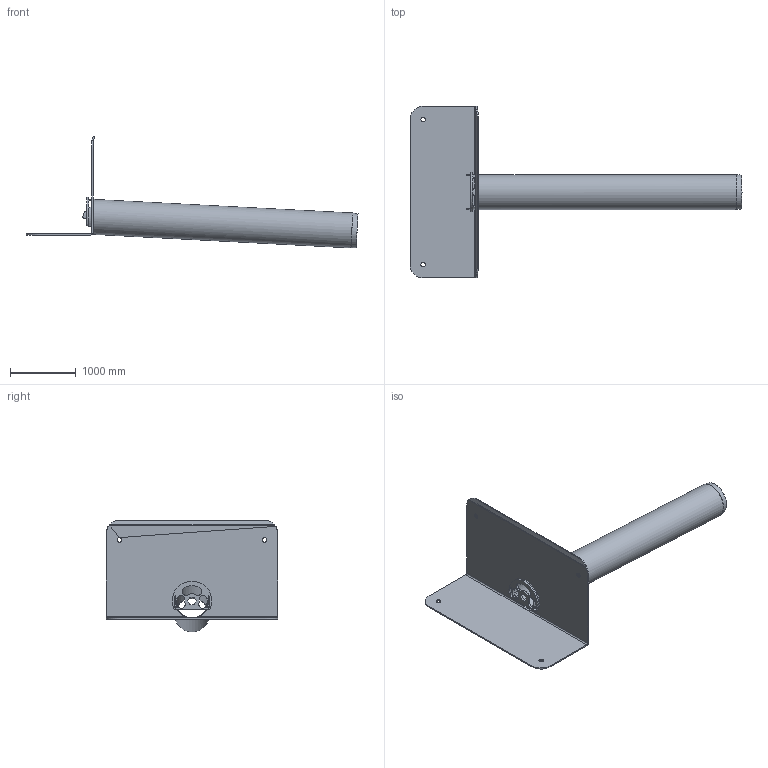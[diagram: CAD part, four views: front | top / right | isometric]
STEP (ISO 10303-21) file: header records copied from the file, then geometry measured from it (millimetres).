
FILE_DESCRIPTION(/* description */ (''),/* implementation_level */ '2;1');
FILE_NAME(/* name */ '12300.050X_3D.stp',/* time_stamp */ '2024-12-11T14:22:32+01:00',/* author */ ('CAD'),/* organization */ (''),/* preprocessor_version */ 'ST-DEVELOPER v20',/* originating_system */ 'AutoCAD Mechanical',/* authorisation */ '');
FILE_SCHEMA (('AUTOMOTIVE_DESIGN { 1 0 10303 214 3 1 1 }'));
Length unit declared in the file: centimetre
Products named in the file (2): Product; *S0
Assembly tree (1 placements, depth 2):
  Product
    *S0
Bounding box: 5033.35 x 2600 x 1695.07 mm (x, y, z)
Volume: 193835186.1 mm3; surface area: 26291815.3 mm2
Topology: 3 solids, 3 shells, 122 faces, 352 edges, 233 vertices
Faces by surface type: plane 67, cylinder 50, cone 3, torus 2
Full cylindrical faces by diameter (mm): 70 x4, 510 x1, 530 x1
Entity records: 4518 total; most frequent: CARTESIAN_POINT 1143, ORIENTED_EDGE 702, DIRECTION 695, EDGE_CURVE 351, AXIS2_PLACEMENT_3D 251, VERTEX_POINT 231, LINE 193, VECTOR 193
